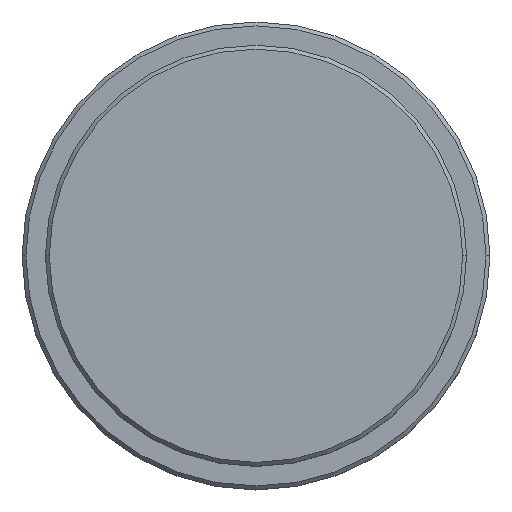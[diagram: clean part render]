
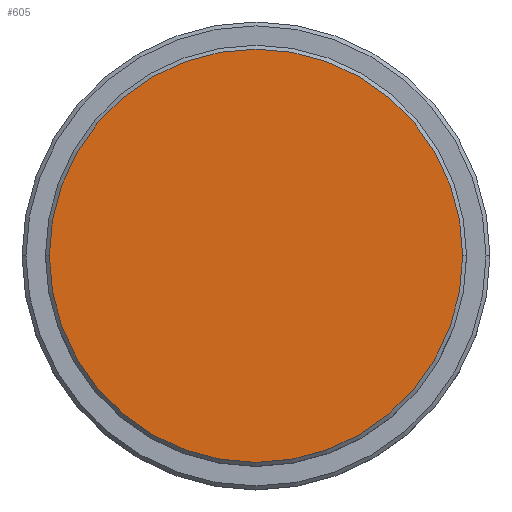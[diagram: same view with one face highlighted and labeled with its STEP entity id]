
A CAD part, top view. The second image highlights one B-rep face of the part: STEP entity #605.
In plain terms, the highlighted planar face has unit normal (0, 0, 1).
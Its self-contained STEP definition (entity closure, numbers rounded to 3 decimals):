
#16 = EDGE_LOOP ( 'NONE', ( #190, #137 ) ) ;
#46 = VERTEX_POINT ( 'NONE', #384 ) ;
#137 = ORIENTED_EDGE ( 'NONE', *, *, #145, .T. ) ;
#143 = CARTESIAN_POINT ( 'NONE',  ( 26.5, 0., 0. ) ) ;
#145 = EDGE_CURVE ( 'NONE', #174, #46, #269, .T. ) ;
#155 = DIRECTION ( 'NONE',  ( 0., 0., 1. ) ) ;
#174 = VERTEX_POINT ( 'NONE', #143 ) ;
#190 = ORIENTED_EDGE ( 'NONE', *, *, #214, .T. ) ;
#214 = EDGE_CURVE ( 'NONE', #46, #174, #1228, .T. ) ;
#269 = CIRCLE ( 'NONE', #1121, 26.5 ) ;
#280 = PLANE ( 'NONE',  #595 ) ;
#281 = DIRECTION ( 'NONE',  ( 1., 0., 0. ) ) ;
#379 = FACE_OUTER_BOUND ( 'NONE', #16, .T. ) ;
#384 = CARTESIAN_POINT ( 'NONE',  ( -26.5, 0., 0. ) ) ;
#497 = DIRECTION ( 'NONE',  ( 1., 0., 0. ) ) ;
#567 = CARTESIAN_POINT ( 'NONE',  ( 0., 0., 0. ) ) ;
#595 = AXIS2_PLACEMENT_3D ( 'NONE', #567, #1020, #1417 ) ;
#605 = ADVANCED_FACE ( 'NONE', ( #379 ), #280, .T. ) ;
#694 = CARTESIAN_POINT ( 'NONE',  ( 0., 0., 0. ) ) ;
#955 = AXIS2_PLACEMENT_3D ( 'NONE', #694, #1129, #281 ) ;
#1020 = DIRECTION ( 'NONE',  ( 0., 0., 1. ) ) ;
#1121 = AXIS2_PLACEMENT_3D ( 'NONE', #1338, #155, #497 ) ;
#1129 = DIRECTION ( 'NONE',  ( 0., 0., 1. ) ) ;
#1228 = CIRCLE ( 'NONE', #955, 26.5 ) ;
#1338 = CARTESIAN_POINT ( 'NONE',  ( 0., 0., 0. ) ) ;
#1417 = DIRECTION ( 'NONE',  ( 1., 0., 0. ) ) ;
